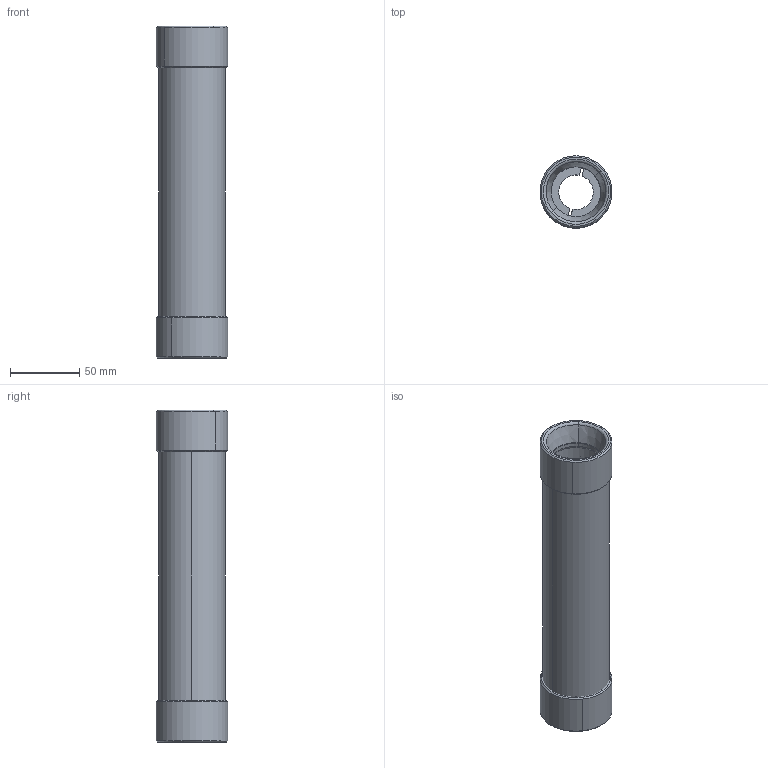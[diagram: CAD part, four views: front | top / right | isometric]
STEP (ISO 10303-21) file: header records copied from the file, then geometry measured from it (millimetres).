
FILE_DESCRIPTION (( 'STEP AP203' ), '1' );
FILE_NAME ('P8220-2.STEP', '2019-01-03T08:52:39', ( '' ), ( '' ), 'SwSTEP 2.0', 'SolidWorks 2017', '' );
FILE_SCHEMA (( 'CONFIG_CONTROL_DESIGN' ));
Length unit declared in the file: millimetre
Products named in the file (1): P8220-2
Bounding box: 52 x 52 x 240 mm (x, y, z)
Volume: 123671.1 mm3; surface area: 96546 mm2
Topology: 6 solids, 6 shells, 126 faces, 307 edges, 195 vertices
Faces by surface type: cylinder 52, plane 38, cone 18, torus 16, bspline 2
Entity records: 6409 total; most frequent: CARTESIAN_POINT 3263, DIRECTION 698, ORIENTED_EDGE 614, EDGE_CURVE 307, AXIS2_PLACEMENT_3D 280, VERTEX_POINT 195, CIRCLE 155, VECTOR 138
